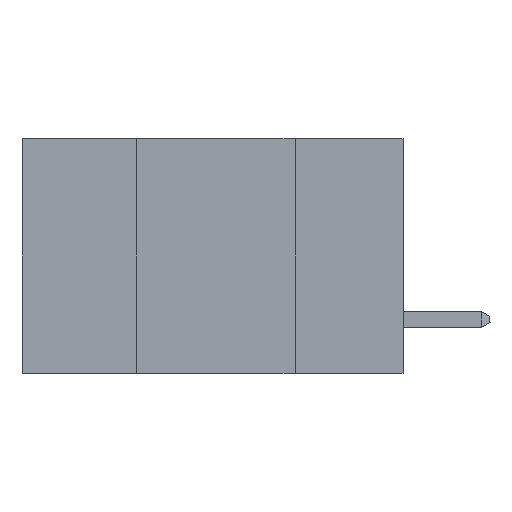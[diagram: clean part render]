
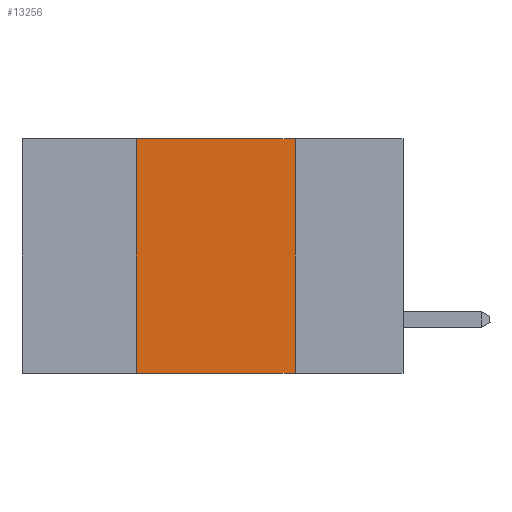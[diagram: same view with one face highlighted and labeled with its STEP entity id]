
A CAD part, left-side view. The second image highlights one B-rep face of the part: STEP entity #13256.
In plain terms, the highlighted planar face has unit normal (-1, 0, 0).
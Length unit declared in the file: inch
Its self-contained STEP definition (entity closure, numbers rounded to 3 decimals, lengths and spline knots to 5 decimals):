
#212 = VECTOR ( 'NONE', #12426, 39.37008 ) ;
#379 = LINE ( 'NONE', #8196, #4213 ) ;
#1884 = CARTESIAN_POINT ( 'NONE',  ( 0., 0.42, -0.37 ) ) ;
#2024 = CARTESIAN_POINT ( 'NONE',  ( 0., 0.17, 0. ) ) ;
#3713 = CARTESIAN_POINT ( 'NONE',  ( 0., 0.42, 0. ) ) ;
#3901 = CARTESIAN_POINT ( 'NONE',  ( 0., 0.17, 0. ) ) ;
#3997 = EDGE_CURVE ( 'NONE', #4910, #12100, #5801, .T. ) ;
#4213 = VECTOR ( 'NONE', #9402, 39.37008 ) ;
#4910 = VERTEX_POINT ( 'NONE', #1884 ) ;
#5382 = FACE_OUTER_BOUND ( 'NONE', #9213, .T. ) ;
#5579 = LINE ( 'NONE', #13153, #9062 ) ;
#5801 = LINE ( 'NONE', #10253, #9442 ) ;
#6078 = VERTEX_POINT ( 'NONE', #2024 ) ;
#6138 = DIRECTION ( 'NONE',  ( 0., 0., 1. ) ) ;
#6412 = EDGE_CURVE ( 'NONE', #12100, #6078, #5579, .T. ) ;
#7238 = EDGE_CURVE ( 'NONE', #4910, #13196, #379, .T. ) ;
#7510 = ORIENTED_EDGE ( 'NONE', *, *, #7238, .T. ) ;
#8196 = CARTESIAN_POINT ( 'NONE',  ( 0., 0.6, -0.37 ) ) ;
#8636 = ORIENTED_EDGE ( 'NONE', *, *, #6412, .F. ) ;
#8904 = DIRECTION ( 'NONE',  ( 0., -1., 0. ) ) ;
#9059 = PLANE ( 'NONE',  #9522 ) ;
#9062 = VECTOR ( 'NONE', #8904, 39.37008 ) ;
#9213 = EDGE_LOOP ( 'NONE', ( #11119, #8636, #10288, #7510 ) ) ;
#9402 = DIRECTION ( 'NONE',  ( 0., -1., 0. ) ) ;
#9442 = VECTOR ( 'NONE', #6138, 39.37008 ) ;
#9522 = AXIS2_PLACEMENT_3D ( 'NONE', #12369, #12423, #13263 ) ;
#10253 = CARTESIAN_POINT ( 'NONE',  ( 0., 0.42, 0. ) ) ;
#10288 = ORIENTED_EDGE ( 'NONE', *, *, #3997, .F. ) ;
#11119 = ORIENTED_EDGE ( 'NONE', *, *, #12717, .F. ) ;
#11974 = CARTESIAN_POINT ( 'NONE',  ( 0., 0.17, -0.37 ) ) ;
#12100 = VERTEX_POINT ( 'NONE', #3713 ) ;
#12369 = CARTESIAN_POINT ( 'NONE',  ( 0., 0.6, 0. ) ) ;
#12423 = DIRECTION ( 'NONE',  ( 1., 0., 0. ) ) ;
#12426 = DIRECTION ( 'NONE',  ( 0., 0., -1. ) ) ;
#12717 = EDGE_CURVE ( 'NONE', #6078, #13196, #13197, .T. ) ;
#13153 = CARTESIAN_POINT ( 'NONE',  ( 0., 0.6, 0. ) ) ;
#13196 = VERTEX_POINT ( 'NONE', #11974 ) ;
#13197 = LINE ( 'NONE', #3901, #212 ) ;
#13256 = ADVANCED_FACE ( 'NONE', ( #5382 ), #9059, .F. ) ;
#13263 = DIRECTION ( 'NONE',  ( 0., 0., -1. ) ) ;
